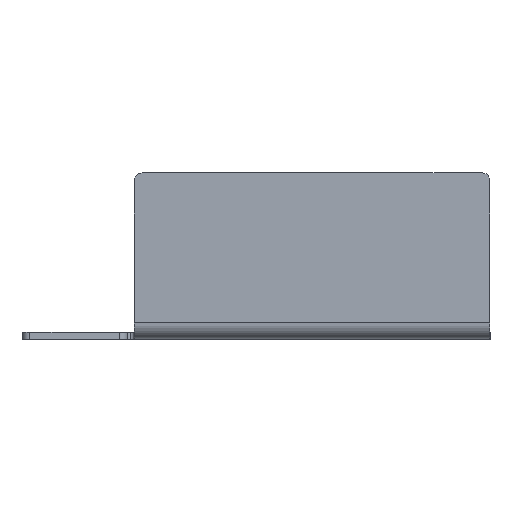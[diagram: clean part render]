
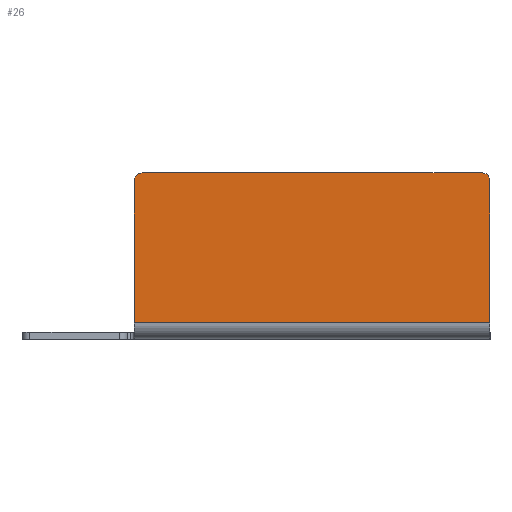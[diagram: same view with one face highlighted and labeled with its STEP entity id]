
A CAD part, front view. The second image highlights one B-rep face of the part: STEP entity #26.
In plain terms, the highlighted planar face has unit normal (0, -1, 0).
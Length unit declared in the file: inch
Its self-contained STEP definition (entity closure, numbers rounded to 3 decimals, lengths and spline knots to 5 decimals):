
#26 = ADVANCED_FACE ( 'NONE', ( #939 ), #402, .F. ) ;
#68 = CARTESIAN_POINT ( 'NONE',  ( 3.21, 0., 4.2275 ) ) ;
#106 = DIRECTION ( 'NONE',  ( 0., 0., 1. ) ) ;
#110 = EDGE_CURVE ( 'NONE', #417, #1325, #1545, .T. ) ;
#118 = AXIS2_PLACEMENT_3D ( 'NONE', #68, #1298, #497 ) ;
#189 = LINE ( 'NONE', #339, #1233 ) ;
#210 = CARTESIAN_POINT ( 'NONE',  ( 12.29, 0., 4.4375 ) ) ;
#247 = CARTESIAN_POINT ( 'NONE',  ( 0., 0., 4.4375 ) ) ;
#256 = LINE ( 'NONE', #247, #694 ) ;
#339 = CARTESIAN_POINT ( 'NONE',  ( 3., 0., 0.4375 ) ) ;
#402 = PLANE ( 'NONE',  #555 ) ;
#417 = VERTEX_POINT ( 'NONE', #967 ) ;
#425 = EDGE_LOOP ( 'NONE', ( #1472, #1154, #934, #1701, #709, #1682 ) ) ;
#437 = VECTOR ( 'NONE', #1766, 39.37008 ) ;
#455 = DIRECTION ( 'NONE',  ( 0., -1., 0. ) ) ;
#497 = DIRECTION ( 'NONE',  ( 0., 0., 1. ) ) ;
#507 = DIRECTION ( 'NONE',  ( -1., 0., 0. ) ) ;
#511 = LINE ( 'NONE', #1223, #437 ) ;
#517 = CARTESIAN_POINT ( 'NONE',  ( 3., 0., 0.4375 ) ) ;
#529 = EDGE_CURVE ( 'NONE', #713, #722, #578, .T. ) ;
#555 = AXIS2_PLACEMENT_3D ( 'NONE', #1321, #1444, #106 ) ;
#565 = VERTEX_POINT ( 'NONE', #767 ) ;
#578 = CIRCLE ( 'NONE', #118, 0.21 ) ;
#598 = CARTESIAN_POINT ( 'NONE',  ( 12.29, 0., 4.2275 ) ) ;
#622 = DIRECTION ( 'NONE',  ( 0., 0., 1. ) ) ;
#658 = EDGE_CURVE ( 'NONE', #722, #1116, #511, .T. ) ;
#668 = VECTOR ( 'NONE', #1195, 39.37008 ) ;
#694 = VECTOR ( 'NONE', #507, 39.37008 ) ;
#709 = ORIENTED_EDGE ( 'NONE', *, *, #1553, .T. ) ;
#713 = VERTEX_POINT ( 'NONE', #794 ) ;
#722 = VERTEX_POINT ( 'NONE', #1641 ) ;
#763 = DIRECTION ( 'NONE',  ( -1., 0., 0. ) ) ;
#767 = CARTESIAN_POINT ( 'NONE',  ( 12.5, 0., 0.4375 ) ) ;
#788 = CARTESIAN_POINT ( 'NONE',  ( 12.5, 0., 0. ) ) ;
#794 = CARTESIAN_POINT ( 'NONE',  ( 3.21, 0., 4.4375 ) ) ;
#920 = LINE ( 'NONE', #788, #668 ) ;
#934 = ORIENTED_EDGE ( 'NONE', *, *, #658, .T. ) ;
#939 = FACE_OUTER_BOUND ( 'NONE', #425, .T. ) ;
#967 = CARTESIAN_POINT ( 'NONE',  ( 12.5, 0., 4.2275 ) ) ;
#1057 = AXIS2_PLACEMENT_3D ( 'NONE', #598, #455, #622 ) ;
#1116 = VERTEX_POINT ( 'NONE', #517 ) ;
#1154 = ORIENTED_EDGE ( 'NONE', *, *, #529, .T. ) ;
#1195 = DIRECTION ( 'NONE',  ( 0., 0., 1. ) ) ;
#1223 = CARTESIAN_POINT ( 'NONE',  ( 3., 0., 0. ) ) ;
#1233 = VECTOR ( 'NONE', #763, 39.37008 ) ;
#1298 = DIRECTION ( 'NONE',  ( 0., -1., 0. ) ) ;
#1321 = CARTESIAN_POINT ( 'NONE',  ( 0., 0., 0. ) ) ;
#1325 = VERTEX_POINT ( 'NONE', #210 ) ;
#1334 = EDGE_CURVE ( 'NONE', #565, #1116, #189, .T. ) ;
#1430 = EDGE_CURVE ( 'NONE', #1325, #713, #256, .T. ) ;
#1444 = DIRECTION ( 'NONE',  ( 0., 1., 0. ) ) ;
#1472 = ORIENTED_EDGE ( 'NONE', *, *, #1430, .T. ) ;
#1545 = CIRCLE ( 'NONE', #1057, 0.21 ) ;
#1553 = EDGE_CURVE ( 'NONE', #565, #417, #920, .T. ) ;
#1641 = CARTESIAN_POINT ( 'NONE',  ( 3., 0., 4.2275 ) ) ;
#1682 = ORIENTED_EDGE ( 'NONE', *, *, #110, .T. ) ;
#1701 = ORIENTED_EDGE ( 'NONE', *, *, #1334, .F. ) ;
#1766 = DIRECTION ( 'NONE',  ( 0., 0., -1. ) ) ;
